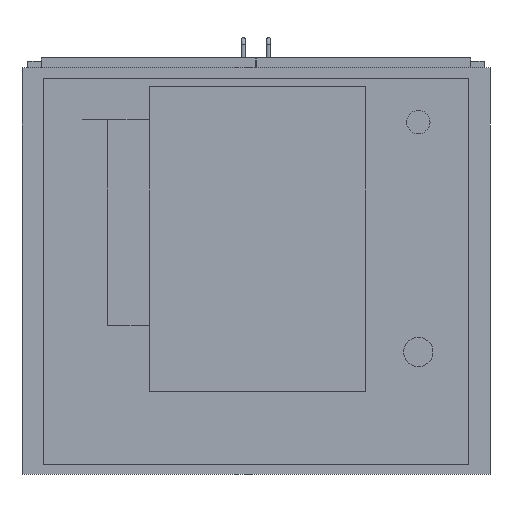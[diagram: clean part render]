
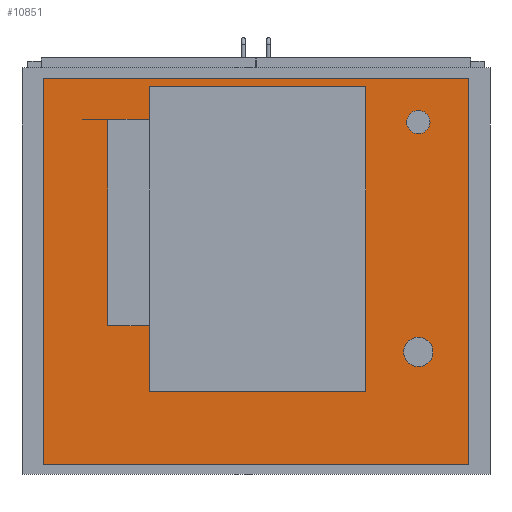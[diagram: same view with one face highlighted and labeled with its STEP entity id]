
A CAD part, front view. The second image highlights one B-rep face of the part: STEP entity #10851.
In plain terms, the highlighted planar face has unit normal (0, -1, 0).
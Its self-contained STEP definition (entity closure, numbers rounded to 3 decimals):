
#100=FACE_BOUND('',#1121,.T.);
#101=FACE_BOUND('',#1122,.T.);
#120=CIRCLE('',#11582,20.);
#122=CIRCLE('',#11586,25.);
#453=FACE_OUTER_BOUND('',#1120,.T.);
#1120=EDGE_LOOP('',(#7283,#7284,#7285,#7286));
#1121=EDGE_LOOP('',(#7287));
#1122=EDGE_LOOP('',(#7288));
#1836=LINE('',#15601,#3224);
#1838=LINE('',#15605,#3226);
#1840=LINE('',#15609,#3228);
#1842=LINE('',#15612,#3230);
#3224=VECTOR('',#12534,10.);
#3226=VECTOR('',#12538,10.);
#3228=VECTOR('',#12542,10.);
#3230=VECTOR('',#12546,10.);
#4570=VERTEX_POINT('',#15527);
#4572=VERTEX_POINT('',#15534);
#4593=VERTEX_POINT('',#15598);
#4594=VERTEX_POINT('',#15600);
#4595=VERTEX_POINT('',#15604);
#4596=VERTEX_POINT('',#15608);
#5615=EDGE_CURVE('',#4570,#4570,#120,.T.);
#5618=EDGE_CURVE('',#4572,#4572,#122,.T.);
#5648=EDGE_CURVE('',#4594,#4593,#1836,.T.);
#5650=EDGE_CURVE('',#4595,#4594,#1838,.T.);
#5652=EDGE_CURVE('',#4596,#4595,#1840,.T.);
#5654=EDGE_CURVE('',#4593,#4596,#1842,.T.);
#7283=ORIENTED_EDGE('',*,*,#5654,.T.);
#7284=ORIENTED_EDGE('',*,*,#5652,.T.);
#7285=ORIENTED_EDGE('',*,*,#5650,.T.);
#7286=ORIENTED_EDGE('',*,*,#5648,.T.);
#7287=ORIENTED_EDGE('',*,*,#5615,.T.);
#7288=ORIENTED_EDGE('',*,*,#5618,.T.);
#10276=PLANE('',#11603);
#10851=ADVANCED_FACE('',(#453,#100,#101),#10276,.T.);
#11582=AXIS2_PLACEMENT_3D('',#15529,#12468,#12469);
#11586=AXIS2_PLACEMENT_3D('',#15536,#12477,#12478);
#11603=AXIS2_PLACEMENT_3D('',#15613,#12547,#12548);
#12468=DIRECTION('center_axis',(0.,1.,0.));
#12469=DIRECTION('ref_axis',(1.,0.,0.));
#12477=DIRECTION('center_axis',(0.,1.,0.));
#12478=DIRECTION('ref_axis',(1.,0.,0.));
#12534=DIRECTION('',(0.,0.,1.));
#12538=DIRECTION('',(1.,0.,0.));
#12542=DIRECTION('',(0.,0.,-1.));
#12546=DIRECTION('',(-1.,0.,0.));
#12547=DIRECTION('center_axis',(0.,-1.,0.));
#12548=DIRECTION('ref_axis',(0.,0.,-1.));
#15527=CARTESIAN_POINT('',(257.5,-370.,255.));
#15529=CARTESIAN_POINT('Origin',(277.5,-370.,255.));
#15534=CARTESIAN_POINT('',(252.5,-370.,-138.));
#15536=CARTESIAN_POINT('Origin',(277.5,-370.,-138.));
#15598=CARTESIAN_POINT('',(362.5,-370.,330.));
#15600=CARTESIAN_POINT('',(362.5,-370.,-330.));
#15601=CARTESIAN_POINT('',(362.5,-370.,330.));
#15604=CARTESIAN_POINT('',(-362.5,-370.,-330.));
#15605=CARTESIAN_POINT('',(362.5,-370.,-330.));
#15608=CARTESIAN_POINT('',(-362.5,-370.,330.));
#15609=CARTESIAN_POINT('',(-362.5,-370.,-330.));
#15612=CARTESIAN_POINT('',(-362.5,-370.,330.));
#15613=CARTESIAN_POINT('Origin',(0.,-370.,0.));
